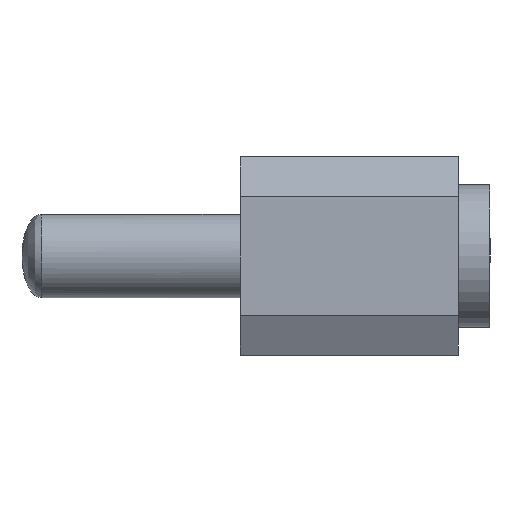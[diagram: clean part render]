
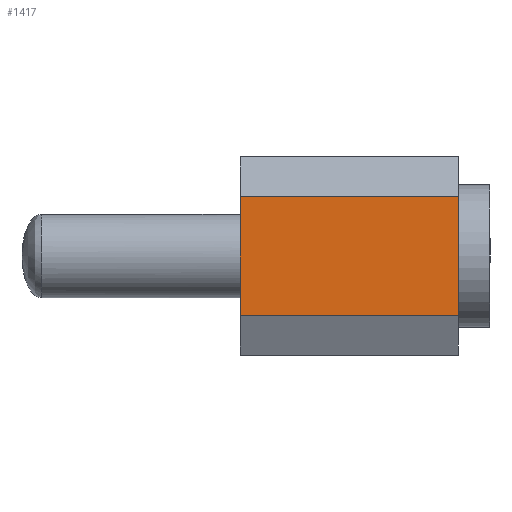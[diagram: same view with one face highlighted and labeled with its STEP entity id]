
A CAD part, left-side view. The second image highlights one B-rep face of the part: STEP entity #1417.
In plain terms, the highlighted planar face has unit normal (-1, 0, 0).
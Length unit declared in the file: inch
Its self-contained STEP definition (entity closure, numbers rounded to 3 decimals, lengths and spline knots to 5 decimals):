
#34 = EDGE_CURVE ( 'NONE', #1508, #39, #680, .T. ) ;
#39 = VERTEX_POINT ( 'NONE', #258 ) ;
#44 = CARTESIAN_POINT ( 'NONE',  ( -0.15, 0.016, 0.05 ) ) ;
#153 = PLANE ( 'NONE',  #1001 ) ;
#224 = EDGE_CURVE ( 'NONE', #423, #885, #543, .T. ) ;
#233 = LINE ( 'NONE', #649, #1022 ) ;
#244 = ORIENTED_EDGE ( 'NONE', *, *, #690, .F. ) ;
#258 = CARTESIAN_POINT ( 'NONE',  ( -0.15, 0.126, 0.03 ) ) ;
#285 = DIRECTION ( 'NONE',  ( 0., 0., 1. ) ) ;
#348 = FACE_OUTER_BOUND ( 'NONE', #1236, .T. ) ;
#379 = VECTOR ( 'NONE', #968, 39.37008 ) ;
#399 = DIRECTION ( 'NONE',  ( 1., 0., 0. ) ) ;
#423 = VERTEX_POINT ( 'NONE', #1170 ) ;
#543 = LINE ( 'NONE', #840, #379 ) ;
#545 = EDGE_CURVE ( 'NONE', #423, #1508, #594, .T. ) ;
#594 = LINE ( 'NONE', #44, #1363 ) ;
#622 = CARTESIAN_POINT ( 'NONE',  ( -0.15, 0.016, 0.03 ) ) ;
#649 = CARTESIAN_POINT ( 'NONE',  ( -0.15, 0.126, 0.05 ) ) ;
#680 = LINE ( 'NONE', #622, #1294 ) ;
#690 = EDGE_CURVE ( 'NONE', #885, #39, #233, .T. ) ;
#734 = DIRECTION ( 'NONE',  ( 0., 1., 0. ) ) ;
#752 = DIRECTION ( 'NONE',  ( 0., 0., 1. ) ) ;
#840 = CARTESIAN_POINT ( 'NONE',  ( -0.15, 0.016, -0.03 ) ) ;
#885 = VERTEX_POINT ( 'NONE', #1415 ) ;
#968 = DIRECTION ( 'NONE',  ( 0., 1., 0. ) ) ;
#977 = ORIENTED_EDGE ( 'NONE', *, *, #545, .T. ) ;
#1001 = AXIS2_PLACEMENT_3D ( 'NONE', #1441, #399, #1194 ) ;
#1022 = VECTOR ( 'NONE', #752, 39.37008 ) ;
#1170 = CARTESIAN_POINT ( 'NONE',  ( -0.15, 0.016, -0.03 ) ) ;
#1194 = DIRECTION ( 'NONE',  ( 0., 0., -1. ) ) ;
#1236 = EDGE_LOOP ( 'NONE', ( #977, #1329, #244, #1300 ) ) ;
#1294 = VECTOR ( 'NONE', #734, 39.37008 ) ;
#1300 = ORIENTED_EDGE ( 'NONE', *, *, #224, .F. ) ;
#1329 = ORIENTED_EDGE ( 'NONE', *, *, #34, .T. ) ;
#1363 = VECTOR ( 'NONE', #285, 39.37008 ) ;
#1415 = CARTESIAN_POINT ( 'NONE',  ( -0.15, 0.126, -0.03 ) ) ;
#1417 = ADVANCED_FACE ( 'NONE', ( #348 ), #153, .F. ) ;
#1433 = CARTESIAN_POINT ( 'NONE',  ( -0.15, 0.016, 0.03 ) ) ;
#1441 = CARTESIAN_POINT ( 'NONE',  ( -0.15, 0.126, 0.05 ) ) ;
#1508 = VERTEX_POINT ( 'NONE', #1433 ) ;
